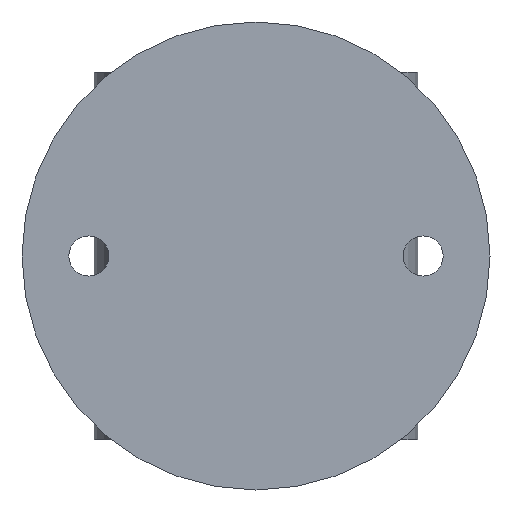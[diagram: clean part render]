
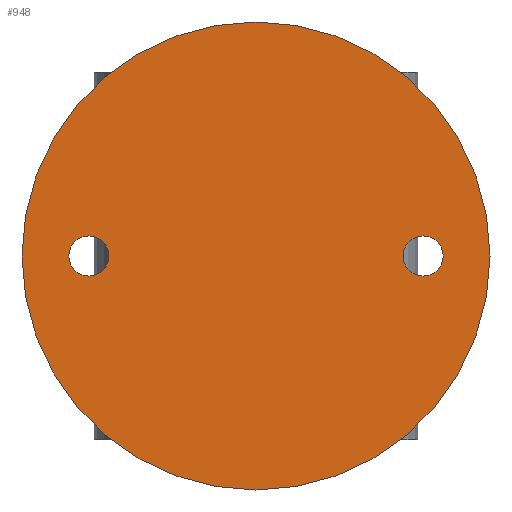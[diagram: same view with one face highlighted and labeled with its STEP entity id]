
A CAD part, front view. The second image highlights one B-rep face of the part: STEP entity #948.
In plain terms, the highlighted planar face has unit normal (0, -1, 0).
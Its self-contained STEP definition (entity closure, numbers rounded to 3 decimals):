
#3 = CARTESIAN_POINT ( 'NONE',  ( -25., 0., 0. ) ) ;
#4 = ORIENTED_EDGE ( 'NONE', *, *, #770, .F. ) ;
#12 = VERTEX_POINT ( 'NONE', #18 ) ;
#18 = CARTESIAN_POINT ( 'NONE',  ( -35., 0., 0. ) ) ;
#53 = DIRECTION ( 'NONE',  ( 0., -1., 0. ) ) ;
#61 = CARTESIAN_POINT ( 'NONE',  ( 25., 0., 0. ) ) ;
#85 = DIRECTION ( 'NONE',  ( 0., -1., 0. ) ) ;
#97 = CIRCLE ( 'NONE', #1012, 35. ) ;
#102 = DIRECTION ( 'NONE',  ( 0., 1., 0. ) ) ;
#118 = AXIS2_PLACEMENT_3D ( 'NONE', #397, #102, #486 ) ;
#173 = CARTESIAN_POINT ( 'NONE',  ( 0., 0., 0. ) ) ;
#194 = DIRECTION ( 'NONE',  ( 1., 0., 0. ) ) ;
#281 = PLANE ( 'NONE',  #118 ) ;
#287 = CARTESIAN_POINT ( 'NONE',  ( 25., 0., 0. ) ) ;
#319 = AXIS2_PLACEMENT_3D ( 'NONE', #3, #85, #477 ) ;
#323 = VERTEX_POINT ( 'NONE', #577 ) ;
#325 = ORIENTED_EDGE ( 'NONE', *, *, #369, .F. ) ;
#369 = EDGE_CURVE ( 'NONE', #746, #663, #381, .T. ) ;
#380 = CARTESIAN_POINT ( 'NONE',  ( 25., 0., 3. ) ) ;
#381 = CIRCLE ( 'NONE', #319, 3. ) ;
#382 = AXIS2_PLACEMENT_3D ( 'NONE', #287, #587, #664 ) ;
#383 = CARTESIAN_POINT ( 'NONE',  ( -25., 0., -3. ) ) ;
#397 = CARTESIAN_POINT ( 'NONE',  ( 0., 0., 0. ) ) ;
#437 = AXIS2_PLACEMENT_3D ( 'NONE', #61, #827, #636 ) ;
#448 = FACE_OUTER_BOUND ( 'NONE', #1117, .T. ) ;
#477 = DIRECTION ( 'NONE',  ( 0., 0., -1. ) ) ;
#486 = DIRECTION ( 'NONE',  ( -1., 0., 0. ) ) ;
#490 = VERTEX_POINT ( 'NONE', #902 ) ;
#499 = CIRCLE ( 'NONE', #437, 3. ) ;
#577 = CARTESIAN_POINT ( 'NONE',  ( 25., 0., -3. ) ) ;
#578 = EDGE_LOOP ( 'NONE', ( #4, #325 ) ) ;
#587 = DIRECTION ( 'NONE',  ( 0., -1., 0. ) ) ;
#634 = EDGE_CURVE ( 'NONE', #490, #12, #1187, .T. ) ;
#636 = DIRECTION ( 'NONE',  ( 0., 0., -1. ) ) ;
#657 = DIRECTION ( 'NONE',  ( 1., 0., 0. ) ) ;
#663 = VERTEX_POINT ( 'NONE', #383 ) ;
#664 = DIRECTION ( 'NONE',  ( 0., 0., -1. ) ) ;
#707 = ORIENTED_EDGE ( 'NONE', *, *, #923, .T. ) ;
#746 = VERTEX_POINT ( 'NONE', #1208 ) ;
#770 = EDGE_CURVE ( 'NONE', #663, #746, #822, .T. ) ;
#784 = CIRCLE ( 'NONE', #382, 3. ) ;
#822 = CIRCLE ( 'NONE', #895, 3. ) ;
#823 = CARTESIAN_POINT ( 'NONE',  ( 0., 0., 0. ) ) ;
#827 = DIRECTION ( 'NONE',  ( 0., -1., 0. ) ) ;
#868 = ORIENTED_EDGE ( 'NONE', *, *, #634, .T. ) ;
#895 = AXIS2_PLACEMENT_3D ( 'NONE', #1018, #906, #928 ) ;
#896 = AXIS2_PLACEMENT_3D ( 'NONE', #823, #1042, #194 ) ;
#902 = CARTESIAN_POINT ( 'NONE',  ( 35., 0., 0. ) ) ;
#906 = DIRECTION ( 'NONE',  ( 0., -1., 0. ) ) ;
#920 = EDGE_LOOP ( 'NONE', ( #947, #1024 ) ) ;
#923 = EDGE_CURVE ( 'NONE', #12, #490, #97, .T. ) ;
#928 = DIRECTION ( 'NONE',  ( 0., 0., -1. ) ) ;
#941 = EDGE_CURVE ( 'NONE', #323, #1008, #499, .T. ) ;
#947 = ORIENTED_EDGE ( 'NONE', *, *, #941, .F. ) ;
#948 = ADVANCED_FACE ( 'NONE', ( #1195, #1105, #448 ), #281, .F. ) ;
#1008 = VERTEX_POINT ( 'NONE', #380 ) ;
#1012 = AXIS2_PLACEMENT_3D ( 'NONE', #173, #53, #657 ) ;
#1018 = CARTESIAN_POINT ( 'NONE',  ( -25., 0., 0. ) ) ;
#1024 = ORIENTED_EDGE ( 'NONE', *, *, #1028, .F. ) ;
#1028 = EDGE_CURVE ( 'NONE', #1008, #323, #784, .T. ) ;
#1042 = DIRECTION ( 'NONE',  ( 0., -1., 0. ) ) ;
#1105 = FACE_BOUND ( 'NONE', #920, .T. ) ;
#1117 = EDGE_LOOP ( 'NONE', ( #868, #707 ) ) ;
#1187 = CIRCLE ( 'NONE', #896, 35. ) ;
#1195 = FACE_BOUND ( 'NONE', #578, .T. ) ;
#1208 = CARTESIAN_POINT ( 'NONE',  ( -25., 0., 3. ) ) ;
